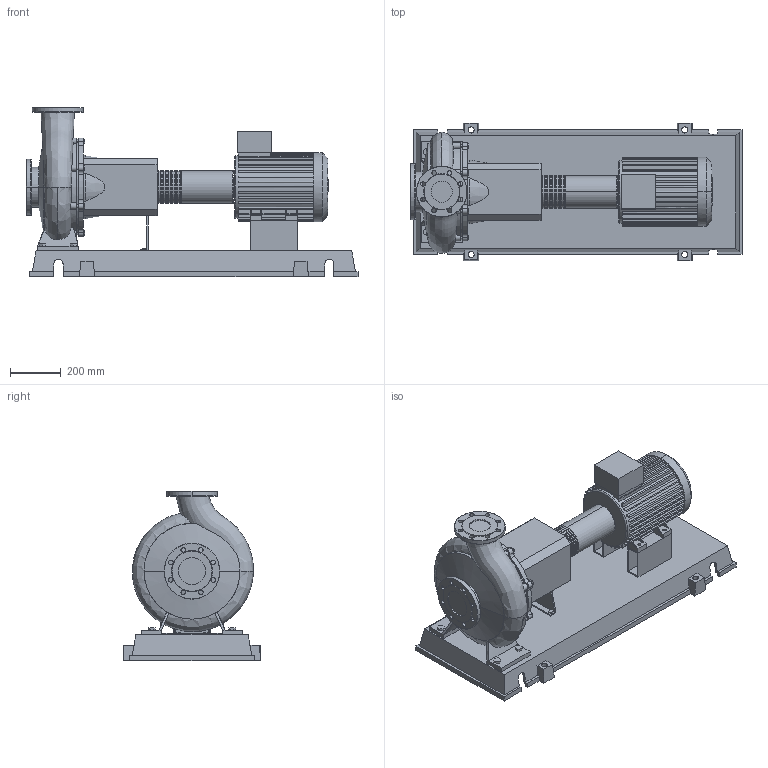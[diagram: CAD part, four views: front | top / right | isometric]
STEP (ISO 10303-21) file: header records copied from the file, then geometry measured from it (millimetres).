
FILE_DESCRIPTION((''),'2;1');
FILE_NAME('3d_NL80_315-5.5-4-12-4109283.stp','2015-03-03T07:22:12',(''),(''),'Mechanical Desktop 2009','Mechanical Desktop 2009',', , ');
FILE_SCHEMA(('CONFIG_CONTROL_DESIGN'));
Length unit declared in the file: millimetre
Products named in the file (1): Product
Bounding box: 1305 x 540 x 668 mm (x, y, z)
Volume: 76678928 mm3; surface area: 4409546.3 mm2
Topology: 13 solids, 13 shells, 883 faces, 2360 edges, 1553 vertices
Faces by surface type: plane 445, cylinder 249, bspline 161, cone 14, torus 14
Entity records: 31591 total; most frequent: CARTESIAN_POINT 9336, ORIENTED_EDGE 4722, DIRECTION 4457, EDGE_CURVE 2361, VERTEX_POINT 1552, AXIS2_PLACEMENT_3D 1491, VECTOR 1475, LINE 1475
